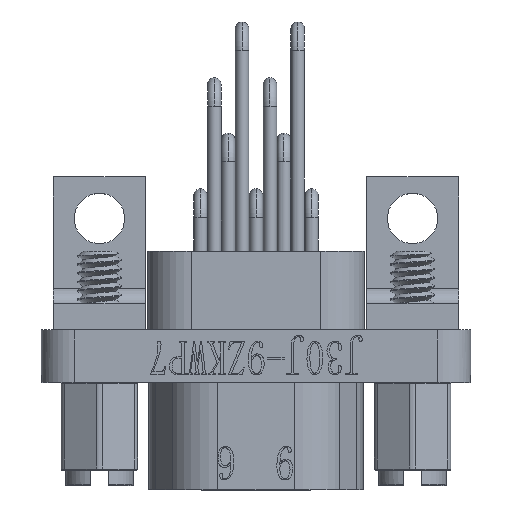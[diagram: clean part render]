
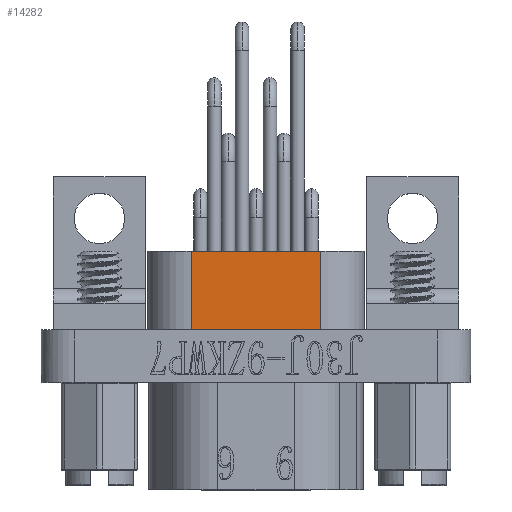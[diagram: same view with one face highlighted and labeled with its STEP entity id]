
A CAD part, top view. The second image highlights one B-rep face of the part: STEP entity #14282.
In plain terms, the highlighted planar face has unit normal (0, 0, 1).
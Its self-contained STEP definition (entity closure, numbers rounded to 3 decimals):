
#2433 = ORIENTED_EDGE ( 'NONE', *, *, #15118, .F. ) ;
#3405 = EDGE_LOOP ( 'NONE', ( #17216, #2433, #20849, #44794 ) ) ;
#8009 = VERTEX_POINT ( 'NONE', #27625 ) ;
#9761 = DIRECTION ( 'NONE',  ( 0., -1., 0. ) ) ;
#9870 = CARTESIAN_POINT ( 'NONE',  ( -2.95, 3.6, 0.35 ) ) ;
#10739 = VECTOR ( 'NONE', #25660, 1000. ) ;
#10823 = LINE ( 'NONE', #21432, #22723 ) ;
#11270 = VECTOR ( 'NONE', #36727, 1000. ) ;
#12362 = EDGE_CURVE ( 'NONE', #8009, #13039, #28965, .T. ) ;
#13039 = VERTEX_POINT ( 'NONE', #42740 ) ;
#13507 = CARTESIAN_POINT ( 'NONE',  ( 2.95, 3.6, 0.35 ) ) ;
#14282 = ADVANCED_FACE ( 'NONE', ( #45426 ), #23694, .F. ) ;
#15118 = EDGE_CURVE ( 'NONE', #28373, #13039, #32255, .T. ) ;
#17216 = ORIENTED_EDGE ( 'NONE', *, *, #12362, .T. ) ;
#18134 = VECTOR ( 'NONE', #38177, 1000. ) ;
#20849 = ORIENTED_EDGE ( 'NONE', *, *, #26763, .F. ) ;
#21432 = CARTESIAN_POINT ( 'NONE',  ( -2.95, 3.6, 0.35 ) ) ;
#22723 = VECTOR ( 'NONE', #28532, 1000. ) ;
#23694 = PLANE ( 'NONE',  #29304 ) ;
#25660 = DIRECTION ( 'NONE',  ( 1., 0., 0. ) ) ;
#26610 = CARTESIAN_POINT ( 'NONE',  ( -2.95, 3.6, 0.35 ) ) ;
#26763 = EDGE_CURVE ( 'NONE', #46708, #28373, #45019, .T. ) ;
#27625 = CARTESIAN_POINT ( 'NONE',  ( -2.95, 0., 0.35 ) ) ;
#28373 = VERTEX_POINT ( 'NONE', #13507 ) ;
#28532 = DIRECTION ( 'NONE',  ( 0., -1., 0. ) ) ;
#28965 = LINE ( 'NONE', #39846, #10739 ) ;
#29304 = AXIS2_PLACEMENT_3D ( 'NONE', #45660, #34574, #9761 ) ;
#32255 = LINE ( 'NONE', #33195, #11270 ) ;
#33195 = CARTESIAN_POINT ( 'NONE',  ( 2.95, 3.6, 0.35 ) ) ;
#34574 = DIRECTION ( 'NONE',  ( 0., 0., -1. ) ) ;
#36727 = DIRECTION ( 'NONE',  ( 0., -1., 0. ) ) ;
#38177 = DIRECTION ( 'NONE',  ( 1., 0., 0. ) ) ;
#39846 = CARTESIAN_POINT ( 'NONE',  ( -2.95, 0., 0.35 ) ) ;
#41799 = EDGE_CURVE ( 'NONE', #46708, #8009, #10823, .T. ) ;
#42740 = CARTESIAN_POINT ( 'NONE',  ( 2.95, 0., 0.35 ) ) ;
#44794 = ORIENTED_EDGE ( 'NONE', *, *, #41799, .T. ) ;
#45019 = LINE ( 'NONE', #26610, #18134 ) ;
#45426 = FACE_OUTER_BOUND ( 'NONE', #3405, .T. ) ;
#45660 = CARTESIAN_POINT ( 'NONE',  ( -2.95, 3.6, 0.35 ) ) ;
#46708 = VERTEX_POINT ( 'NONE', #9870 ) ;
